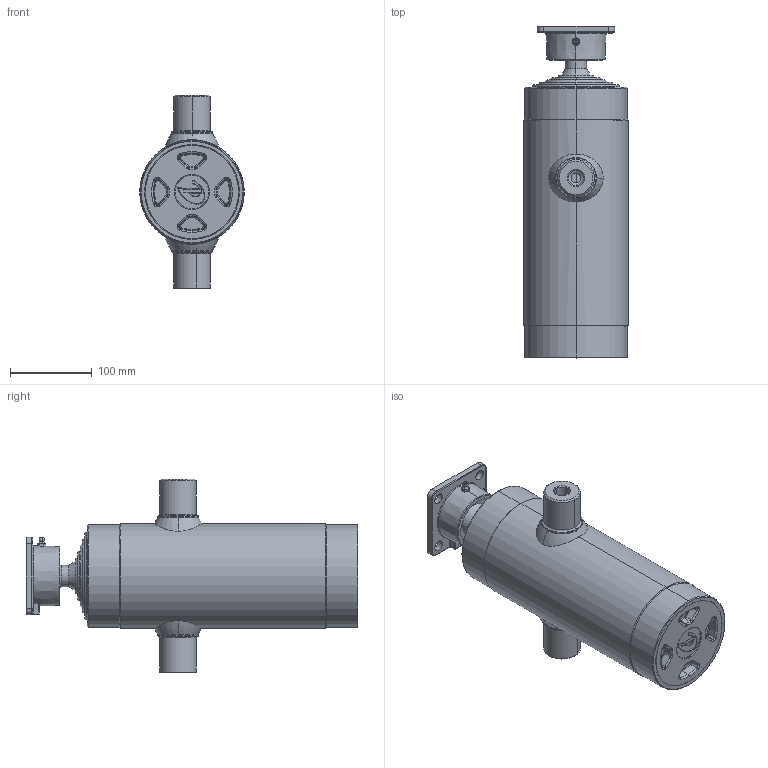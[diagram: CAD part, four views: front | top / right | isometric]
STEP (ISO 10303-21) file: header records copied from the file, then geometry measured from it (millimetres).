
FILE_DESCRIPTION (( 'STEP AP203' ), '1' );
FILE_NAME ('3595BGZ.STEP', '2015-09-07T11:28:23', ( '' ), ( '' ), 'SwSTEP 2.0', 'SolidWorks 2013', '' );
FILE_SCHEMA (( 'CONFIG_CONTROL_DESIGN' ));
Length unit declared in the file: millimetre
Products named in the file (41): JONC EXT; BAGUE DE GUIDAGE ARRIERE_BGE76; JOINT TIGE_JTT76; JOINT RACLEUR_JRT107; 3595BGZ; JONC EXT_JC EXT 76; BAGUE DE GUIDAGE ARRIERE_BGE61; JOINT TIGE_JTT61; JOINT TIGE_JTT107; TE3595; JONC EXT_JC EXT 61; BAGUE DE GUIDAGE ARRIERE_BGE45; JOINT TIGE_JTT45; JOINT RACLEUR_JRT91; TOURILLONS_TOUR4512; ROT44F2; BAGUE DE GUIDAGE_61.65.10; JOINT RACLEUR_JRT76; JOINT TIGE_JTT91; TOURILLONS_TOUR45; GRAISSEUR; BAGUE DE GUIDAGE_76.80.12; JOINT RACLEUR_JRT61; TU91 3495 BG_TU91 BAGUE; Pièce1^TE3595; ROT44U; JONC INT_TU61I; JOINT RACLEUR_JRT45; TU76 3395 BG_TU76 3395 BG; CI60.; JONC INT_TU76I; BAGUE DE GUIDAGE_45.49.10; TU61295BG_TU61 295 BG; TU1073595 BG; JOP_F107; JONC INT_TU91I; BAGUE DE GUIDAGE ARRIERE_BGE91; TIGE_45_ROT_BAGUEE_TI45295R; FONDS FORGES USINES_F107; JONC INT_TU107I
Assembly tree (50 placements, depth 3):
  3595BGZ
    TE3595
      TE3595
      TOURILLONS_TOUR4512
      TOURILLONS_TOUR45
      Pièce1^TE3595  x2
    TU1073595 BG
    FONDS FORGES USINES_F107
    JOINT RACLEUR_JRT107
    JOINT TIGE_JTT107
    JOINT RACLEUR_JRT91
    JOINT TIGE_JTT91
    TU91 3495 BG_TU91 BAGUE
    TU76 3395 BG_TU76 3395 BG
    TU61295BG_TU61 295 BG
    TIGE_45_ROT_BAGUEE_TI45295R
    JOINT TIGE_JTT76
    JOINT TIGE_JTT61
    JOINT TIGE_JTT45
    JOINT RACLEUR_JRT76
    JOINT RACLEUR_JRT61
    JOINT RACLEUR_JRT45
    BAGUE DE GUIDAGE_45.49.10  x2
    BAGUE DE GUIDAGE ARRIERE_BGE91
    BAGUE DE GUIDAGE ARRIERE_BGE76
    BAGUE DE GUIDAGE ARRIERE_BGE61
    BAGUE DE GUIDAGE ARRIERE_BGE45
    BAGUE DE GUIDAGE_61.65.10  x2
    BAGUE DE GUIDAGE_76.80.12  x2
    JONC INT_TU61I  x2
    JONC INT_TU76I  x2
    JONC INT_TU91I  x2
    JONC EXT  x2
    JONC EXT_JC EXT 76  x2
    JONC EXT_JC EXT 61  x2
    ROT44F2
    GRAISSEUR
    ROT44U
    CI60.
    JOP_F107
    JONC INT_TU107I
Bounding box: 128 x 406 x 237 mm (x, y, z)
Volume: 3975570.5 mm3; surface area: 1237877.5 mm2
Topology: 49 solids, 49 shells, 1588 faces, 3585 edges, 2095 vertices
Faces by surface type: cylinder 661, plane 312, torus 259, cone 172, bspline 118, sphere 66
Entity records: 51698 total; most frequent: CARTESIAN_POINT 14082, DIRECTION 7608, ORIENTED_EDGE 6494, AXIS2_PLACEMENT_3D 3250, EDGE_CURVE 3247, VERTEX_POINT 1933, CIRCLE 1833, EDGE_LOOP 1624
